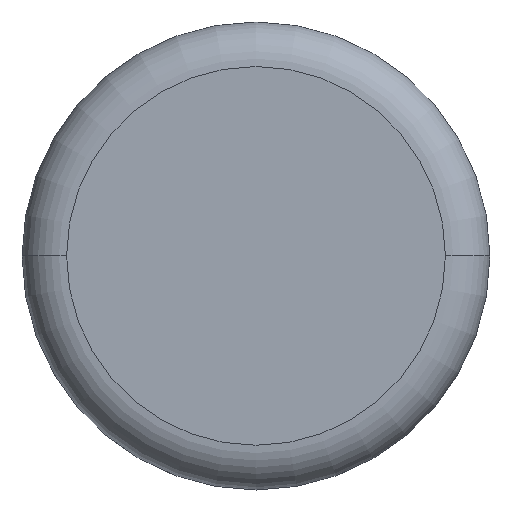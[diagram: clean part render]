
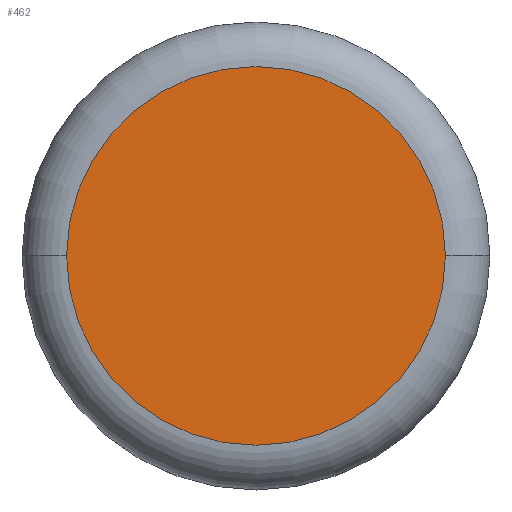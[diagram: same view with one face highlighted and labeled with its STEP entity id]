
A CAD part, top view. The second image highlights one B-rep face of the part: STEP entity #462.
In plain terms, the highlighted planar face has unit normal (0, 0, 1).
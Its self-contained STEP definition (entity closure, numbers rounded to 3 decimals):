
#362=EDGE_CURVE('',#368,#466,#767,.T.);
#368=VERTEX_POINT('',#773);
#426=EDGE_CURVE('',#466,#368,#840,.T.);
#462=ADVANCED_FACE('',(#880),#881,.T.);
#466=VERTEX_POINT('',#885);
#767=CIRCLE('',#1254,8.5);
#773=CARTESIAN_POINT('',(-8.5,0.,18.0));
#840=CIRCLE('',#1347,8.5);
#880=FACE_OUTER_BOUND('',#1399,.T.);
#881=PLANE('',#1400);
#885=CARTESIAN_POINT('',(8.5,0.,18.0));
#1254=AXIS2_PLACEMENT_3D('',#1789,#1790,#1791);
#1347=AXIS2_PLACEMENT_3D('',#1893,#1894,#1895);
#1399=EDGE_LOOP('',(#1943,#1944));
#1400=AXIS2_PLACEMENT_3D('',#1945,#1946,#1947);
#1789=CARTESIAN_POINT('',(0.0,0.,18.0));
#1790=DIRECTION('',(-0.0,0.0,-1.0));
#1791=DIRECTION('',(-1.0,0.0,0.0));
#1893=CARTESIAN_POINT('',(0.0,0.,18.0));
#1894=DIRECTION('',(-0.0,0.0,-1.0));
#1895=DIRECTION('',(-1.0,0.0,0.0));
#1943=ORIENTED_EDGE('',*,*,#426,.F.);
#1944=ORIENTED_EDGE('',*,*,#362,.F.);
#1945=CARTESIAN_POINT('',(-4.5,0.,18.0));
#1946=DIRECTION('',(0.0,0.0,1.0));
#1947=DIRECTION('',(-1.0,0.,0.0));
